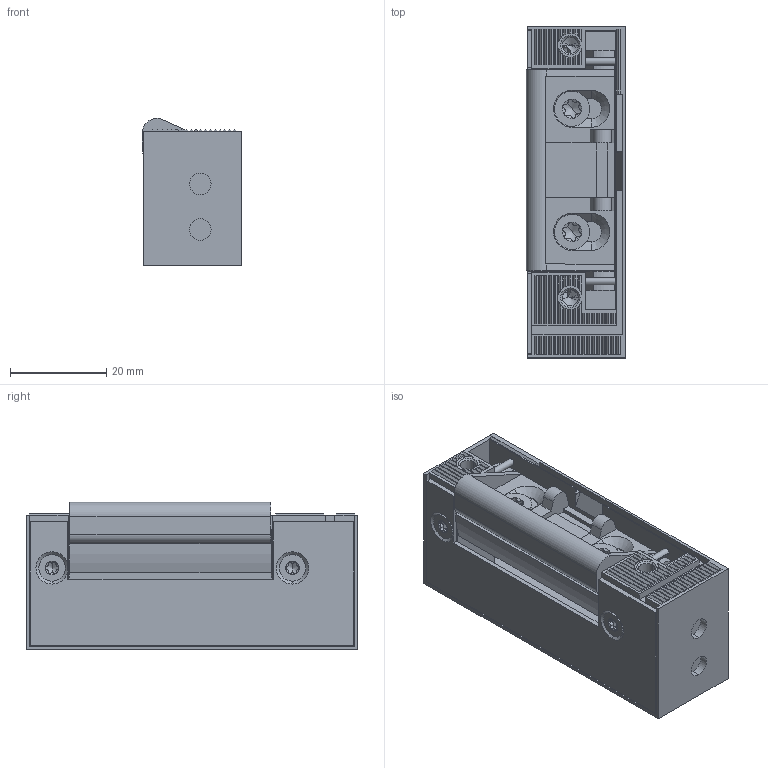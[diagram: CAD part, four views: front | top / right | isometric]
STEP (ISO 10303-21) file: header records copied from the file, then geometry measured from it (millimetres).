
FILE_DESCRIPTION (( 'STEP AP214' ), '1' );
FILE_NAME ('EFT---RACT9-.STEP', '2021-08-02T07:50:27', ( '' ), ( '' ), 'SwSTEP 2.0', 'SolidWorks 2020', '' );
FILE_SCHEMA (( 'AUTOMOTIVE_DESIGN' ));
Length unit declared in the file: millimetre
Products named in the file (8): Spring Pin ISO 8752 - 1.5 x 12 - St_Spring Pin ISO 8752 - 1.5 x 12 - St; MP0865-COVER; MP0863-CASING; EFT---RACT9-; BN 4851 1148532 hexalobular socket flat countersunk head screw M4x8_Stahl 8_8; MP0866-LATCH SUPPORT; BN_4851_3271472_hexalobular_socket_flat_countersunk_head_screw_M3x5_2_14b; MP0867-LATCH
Assembly tree (10 placements, depth 2):
  EFT---RACT9-
    MP0863-CASING
    MP0866-LATCH SUPPORT
    MP0867-LATCH
    MP0865-COVER
    Spring Pin ISO 8752 - 1.5 x 12 - St_Spring Pin ISO 8752 - 1.5 x 12 - St  x2
    BN 4851 1148532 hexalobular socket flat countersunk head screw M4x8_Stahl 8_8  x2
    BN_4851_3271472_hexalobular_socket_flat_countersunk_head_screw_M3x5_2_14b  x2
Bounding box: 20.65 x 69 x 30.64 mm (x, y, z)
Volume: 23794.8 mm3; surface area: 19359.7 mm2
Topology: 11 solids, 11 shells, 573 faces, 1384 edges, 882 vertices
Faces by surface type: plane 344, cylinder 143, cone 86
Entity records: 14683 total; most frequent: CARTESIAN_POINT 2933, ORIENTED_EDGE 2306, DIRECTION 2244, EDGE_CURVE 1153, LINE 818, VECTOR 818, VERTEX_POINT 746, AXIS2_PLACEMENT_3D 713
